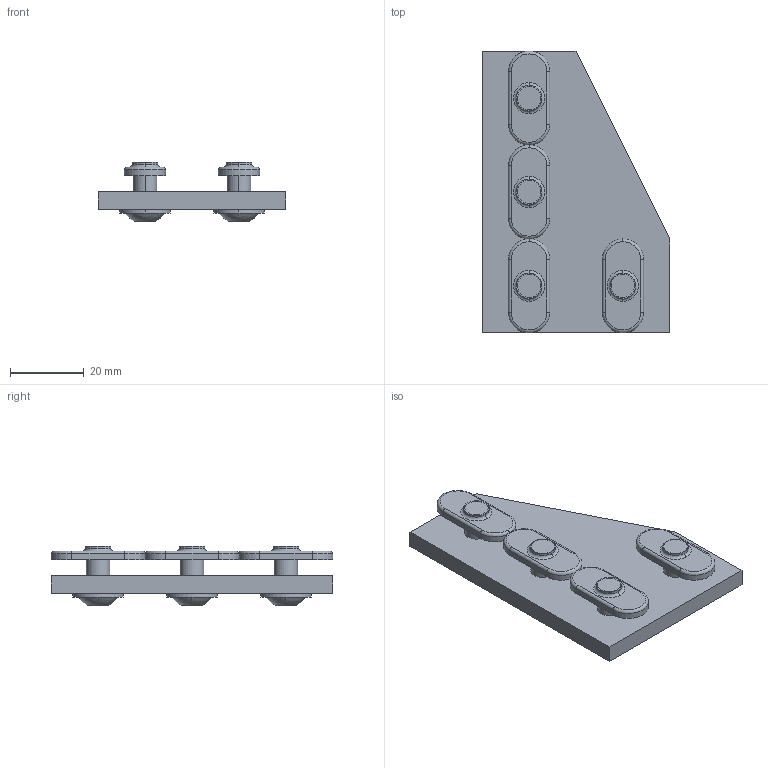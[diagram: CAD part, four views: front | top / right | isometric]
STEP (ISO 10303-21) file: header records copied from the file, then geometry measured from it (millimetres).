
FILE_DESCRIPTION (( 'STEP AP203' ), '1' );
FILE_NAME ('653084OH.SLDASM.step', '2003-10-13T11:22:58', ( 'Jerry Winters' ), ( 'GoEngineer' ), 'SwSTEP 2.0', 'SolidWorks 2003174', '' );
FILE_SCHEMA (( 'CONFIG_CONTROL_DESIGN' ));
Length unit declared in the file: inch
Products named in the file (5): 653084OH.SLDASM; 651130; 651163; FBHSCS_651136; Joining Plate (90 Degree)_653084
Assembly tree (7 placements, depth 3):
  653084OH.SLDASM
    651130  x4
      651163
      FBHSCS_651136
    Joining Plate (90 Degree)_653084
Bounding box: 50.8 x 76.2 x 16 mm (x, y, z)
Volume: 19507.3 mm3; surface area: 13044 mm2
Topology: 9 solids, 9 shells, 159 faces, 347 edges, 222 vertices
Faces by surface type: plane 71, cylinder 60, torus 20, sphere 8
Entity records: 2103 total; most frequent: DIRECTION 296, CARTESIAN_POINT 253, ORIENTED_EDGE 232, AXIS2_PLACEMENT_3D 118, EDGE_CURVE 116, VERTEX_POINT 75, EDGE_LOOP 65, LINE 60
